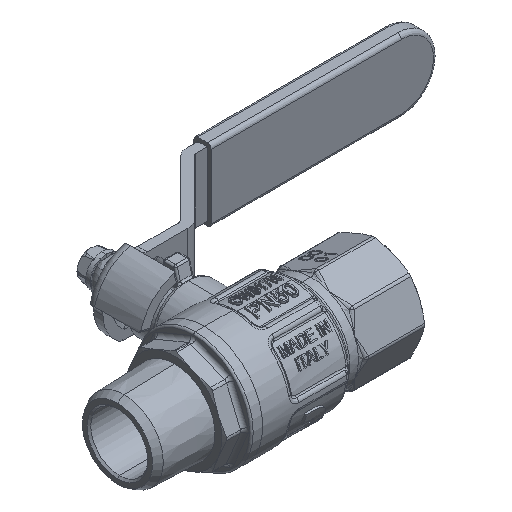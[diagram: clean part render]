
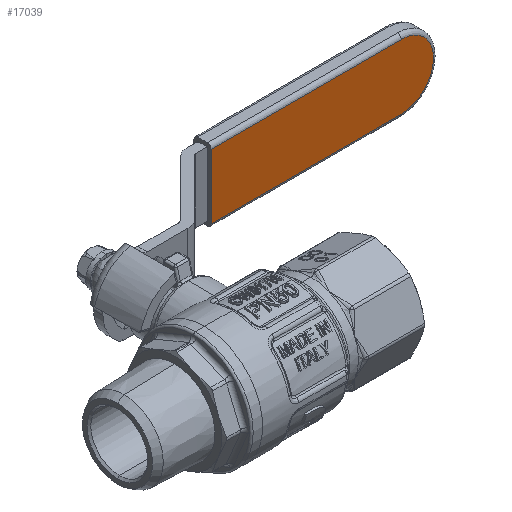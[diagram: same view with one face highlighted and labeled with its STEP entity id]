
A CAD part, isometric view. The second image highlights one B-rep face of the part: STEP entity #17039.
In plain terms, the highlighted planar face has unit normal (0, -1, 0).
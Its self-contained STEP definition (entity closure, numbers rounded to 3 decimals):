
#1581 = ORIENTED_EDGE ( 'NONE', *, *, #12626, .T. ) ;
#1715 = CARTESIAN_POINT ( 'NONE',  ( 83.5, 46.3, 0. ) ) ;
#2047 = CARTESIAN_POINT ( 'NONE',  ( 89.71, 46.3, -5.81 ) ) ;
#2107 = CARTESIAN_POINT ( 'NONE',  ( 44.461, 46.3, 8.5 ) ) ;
#2191 = VERTEX_POINT ( 'NONE', #45183 ) ;
#2199 = CARTESIAN_POINT ( 'NONE',  ( 92., 46.3, -0.269 ) ) ;
#2343 = CARTESIAN_POINT ( 'NONE',  ( 88.678, 46.3, 6.746 ) ) ;
#2863 = CARTESIAN_POINT ( 'NONE',  ( 33.45, 46.3, -8.5 ) ) ;
#2869 = VERTEX_POINT ( 'NONE', #39743 ) ;
#3014 = CARTESIAN_POINT ( 'NONE',  ( 80.045, 46.3, -8.5 ) ) ;
#4946 = VECTOR ( 'NONE', #9740, 1000. ) ;
#5408 = CARTESIAN_POINT ( 'NONE',  ( 83.5, 46.3, -8.5 ) ) ;
#5554 = CARTESIAN_POINT ( 'NONE',  ( 90.25, 46.3, -5.169 ) ) ;
#5703 = CARTESIAN_POINT ( 'NONE',  ( 91.942, 46.3, 1.113 ) ) ;
#5841 = CARTESIAN_POINT ( 'NONE',  ( 87.757, 46.3, 7.378 ) ) ;
#6370 = CARTESIAN_POINT ( 'NONE',  ( 34.117, 46.3, -8.5 ) ) ;
#6517 = CARTESIAN_POINT ( 'NONE',  ( 82.348, 46.3, -8.5 ) ) ;
#7927 = EDGE_CURVE ( 'NONE', #2869, #28723, #12827, .T. ) ;
#8593 = B_SPLINE_CURVE_WITH_KNOTS ( 'NONE', 3,
 ( #37204, #40747, #19588, #44280, #23129, #2107, #26651 ),
 .UNSPECIFIED., .F., .F.,
 ( 4, 3, 4 ),
 ( 0., 0.017, 0.05 ),
 .UNSPECIFIED. ) ;
#8685 = B_SPLINE_CURVE_WITH_KNOTS ( 'NONE', 3,
 ( #2863, #6370, #31002, #9936, #34545, #13442, #38115, #16973, #41653, #20514, #45198, #24050, #3014, #27554, #6517, #31152 ),
 .UNSPECIFIED., .F., .F.,
 ( 4, 3, 3, 3, 3, 4 ),
 ( 0., 0.002, 0.01, 0.042, 0.047, 0.05 ),
 .UNSPECIFIED. ) ;
#8951 = CARTESIAN_POINT ( 'NONE',  ( 84.06, 46.3, -8.486 ) ) ;
#9105 = CARTESIAN_POINT ( 'NONE',  ( 90.719, 46.3, -4.485 ) ) ;
#9189 = ORIENTED_EDGE ( 'NONE', *, *, #7927, .T. ) ;
#9248 = CARTESIAN_POINT ( 'NONE',  ( 91.707, 46.3, 2.202 ) ) ;
#9399 = CARTESIAN_POINT ( 'NONE',  ( 86.244, 46.3, 8.064 ) ) ;
#9740 = DIRECTION ( 'NONE',  ( 0., 0., 1. ) ) ;
#9936 = CARTESIAN_POINT ( 'NONE',  ( 35.45, 46.3, -8.5 ) ) ;
#12480 = CARTESIAN_POINT ( 'NONE',  ( 84.896, 46.3, -8.389 ) ) ;
#12626 = EDGE_CURVE ( 'NONE', #28723, #21078, #8593, .T. ) ;
#12635 = CARTESIAN_POINT ( 'NONE',  ( 91.12, 46.3, -3.756 ) ) ;
#12782 = CARTESIAN_POINT ( 'NONE',  ( 91.449, 46.3, 2.998 ) ) ;
#12827 = B_SPLINE_CURVE_WITH_KNOTS ( 'NONE', 3,
 ( #5408, #26439, #8951, #33565, #12480, #37151, #15996, #40687, #19528, #44222, #23071, #2047, #26589, #5554, #30163, #9105, #33716, #12635, #37297, #16154, #40835, #19678, #44368, #23217, #2199, #26734, #5703, #30317, #9248, #33864, #12782, #37449, #16295, #40994, #19830, #44512, #23361, #2343, #26883, #5841, #30470, #9399, #34013, #12933, #37600, #16447 ),
 .UNSPECIFIED., .F., .F.,
 ( 4, 2, 2, 2, 2, 2, 2, 2, 2, 2, 2, 2, 2, 2, 2, 2, 2, 2, 2, 2, 2, 2, 4 ),
 ( 0., 0.001, 0.002, 0.003, 0.005, 0.007, 0.008, 0.008, 0.009, 0.01, 0.012, 0.013, 0.013, 0.015, 0.016, 0.017, 0.018, 0.02, 0.021, 0.022, 0.024, 0.025, 0.027 ),
 .UNSPECIFIED. ) ;
#12933 = CARTESIAN_POINT ( 'NONE',  ( 84.614, 46.3, 8.445 ) ) ;
#13442 = CARTESIAN_POINT ( 'NONE',  ( 40.783, 46.3, -8.5 ) ) ;
#13884 = CARTESIAN_POINT ( 'NONE',  ( 83.5, 46.3, 8.5 ) ) ;
#15796 = DIRECTION ( 'NONE',  ( 0., 0., -1. ) ) ;
#15996 = CARTESIAN_POINT ( 'NONE',  ( 86.245, 46.3, -8.064 ) ) ;
#16154 = CARTESIAN_POINT ( 'NONE',  ( 91.561, 46.3, -2.726 ) ) ;
#16295 = CARTESIAN_POINT ( 'NONE',  ( 90.871, 46.3, 4.255 ) ) ;
#16447 = CARTESIAN_POINT ( 'NONE',  ( 83.5, 46.3, 8.5 ) ) ;
#16973 = CARTESIAN_POINT ( 'NONE',  ( 54.117, 46.3, -8.5 ) ) ;
#17039 = ADVANCED_FACE ( 'NONE', ( #24785 ), #33365, .T. ) ;
#17913 = EDGE_CURVE ( 'NONE', #2191, #21078, #34099, .T. ) ;
#19528 = CARTESIAN_POINT ( 'NONE',  ( 87.769, 46.3, -7.371 ) ) ;
#19588 = CARTESIAN_POINT ( 'NONE',  ( 72.156, 46.3, 8.5 ) ) ;
#19661 = EDGE_CURVE ( 'NONE', #2191, #2869, #8685, .T. ) ;
#19678 = CARTESIAN_POINT ( 'NONE',  ( 91.888, 46.3, -1.381 ) ) ;
#19830 = CARTESIAN_POINT ( 'NONE',  ( 89.9, 46.3, 5.621 ) ) ;
#20514 = CARTESIAN_POINT ( 'NONE',  ( 75.45, 46.3, -8.5 ) ) ;
#21078 = VERTEX_POINT ( 'NONE', #34279 ) ;
#23071 = CARTESIAN_POINT ( 'NONE',  ( 89.118, 46.3, -6.403 ) ) ;
#23129 = CARTESIAN_POINT ( 'NONE',  ( 55.473, 46.3, 8.5 ) ) ;
#23217 = CARTESIAN_POINT ( 'NONE',  ( 91.986, 46.3, -0.549 ) ) ;
#23361 = CARTESIAN_POINT ( 'NONE',  ( 89.108, 46.3, 6.393 ) ) ;
#24050 = CARTESIAN_POINT ( 'NONE',  ( 78.513, 46.3, -8.5 ) ) ;
#24785 = FACE_OUTER_BOUND ( 'NONE', #40515, .T. ) ;
#26439 = CARTESIAN_POINT ( 'NONE',  ( 83.781, 46.3, -8.5 ) ) ;
#26589 = CARTESIAN_POINT ( 'NONE',  ( 89.899, 46.3, -5.601 ) ) ;
#26651 = CARTESIAN_POINT ( 'NONE',  ( 33.45, 46.3, 8.5 ) ) ;
#26734 = CARTESIAN_POINT ( 'NONE',  ( 91.999, 46.3, 0.563 ) ) ;
#26883 = CARTESIAN_POINT ( 'NONE',  ( 88.452, 46.3, 6.914 ) ) ;
#27376 = ORIENTED_EDGE ( 'NONE', *, *, #19661, .T. ) ;
#27554 = CARTESIAN_POINT ( 'NONE',  ( 81.196, 46.3, -8.5 ) ) ;
#28723 = VERTEX_POINT ( 'NONE', #13884 ) ;
#30163 = CARTESIAN_POINT ( 'NONE',  ( 90.413, 46.3, -4.946 ) ) ;
#30317 = CARTESIAN_POINT ( 'NONE',  ( 91.776, 46.3, 1.93 ) ) ;
#30470 = CARTESIAN_POINT ( 'NONE',  ( 87.269, 46.3, 7.639 ) ) ;
#30798 = CARTESIAN_POINT ( 'NONE',  ( 33.45, 46.3, 0. ) ) ;
#31002 = CARTESIAN_POINT ( 'NONE',  ( 34.783, 46.3, -8.5 ) ) ;
#31152 = CARTESIAN_POINT ( 'NONE',  ( 83.5, 46.3, -8.5 ) ) ;
#33121 = AXIS2_PLACEMENT_3D ( 'NONE', #1715, #36943, #15796 ) ;
#33365 = PLANE ( 'NONE',  #33121 ) ;
#33565 = CARTESIAN_POINT ( 'NONE',  ( 84.618, 46.3, -8.431 ) ) ;
#33716 = CARTESIAN_POINT ( 'NONE',  ( 90.86, 46.3, -4.246 ) ) ;
#33864 = CARTESIAN_POINT ( 'NONE',  ( 91.543, 46.3, 2.736 ) ) ;
#34013 = CARTESIAN_POINT ( 'NONE',  ( 85.703, 46.3, 8.228 ) ) ;
#34099 = LINE ( 'NONE', #30798, #4946 ) ;
#34279 = CARTESIAN_POINT ( 'NONE',  ( 33.45, 46.3, 8.5 ) ) ;
#34545 = CARTESIAN_POINT ( 'NONE',  ( 38.117, 46.3, -8.5 ) ) ;
#36943 = DIRECTION ( 'NONE',  ( 0., -1., 0. ) ) ;
#37151 = CARTESIAN_POINT ( 'NONE',  ( 85.715, 46.3, -8.225 ) ) ;
#37204 = CARTESIAN_POINT ( 'NONE',  ( 83.5, 46.3, 8.5 ) ) ;
#37297 = CARTESIAN_POINT ( 'NONE',  ( 91.24, 46.3, -3.502 ) ) ;
#37449 = CARTESIAN_POINT ( 'NONE',  ( 91.13, 46.3, 3.765 ) ) ;
#37600 = CARTESIAN_POINT ( 'NONE',  ( 84.061, 46.3, 8.5 ) ) ;
#38115 = CARTESIAN_POINT ( 'NONE',  ( 43.45, 46.3, -8.5 ) ) ;
#39743 = CARTESIAN_POINT ( 'NONE',  ( 83.5, 46.3, -8.5 ) ) ;
#40515 = EDGE_LOOP ( 'NONE', ( #44657, #27376, #9189, #1581 ) ) ;
#40687 = CARTESIAN_POINT ( 'NONE',  ( 87.27, 46.3, -7.638 ) ) ;
#40747 = CARTESIAN_POINT ( 'NONE',  ( 77.828, 46.3, 8.5 ) ) ;
#40835 = CARTESIAN_POINT ( 'NONE',  ( 91.722, 46.3, -2.196 ) ) ;
#40994 = CARTESIAN_POINT ( 'NONE',  ( 90.252, 46.3, 5.189 ) ) ;
#41653 = CARTESIAN_POINT ( 'NONE',  ( 64.783, 46.3, -8.5 ) ) ;
#44222 = CARTESIAN_POINT ( 'NONE',  ( 88.69, 46.3, -6.754 ) ) ;
#44280 = CARTESIAN_POINT ( 'NONE',  ( 66.484, 46.3, 8.5 ) ) ;
#44368 = CARTESIAN_POINT ( 'NONE',  ( 91.93, 46.3, -1.106 ) ) ;
#44512 = CARTESIAN_POINT ( 'NONE',  ( 89.314, 46.3, 6.207 ) ) ;
#44657 = ORIENTED_EDGE ( 'NONE', *, *, #17913, .F. ) ;
#45183 = CARTESIAN_POINT ( 'NONE',  ( 33.45, 46.3, -8.5 ) ) ;
#45198 = CARTESIAN_POINT ( 'NONE',  ( 76.982, 46.3, -8.5 ) ) ;
